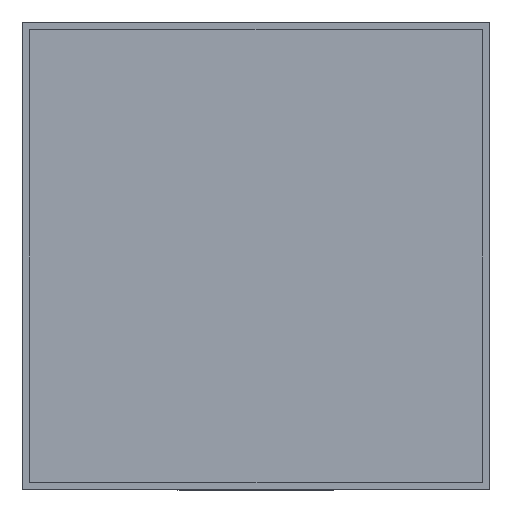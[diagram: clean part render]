
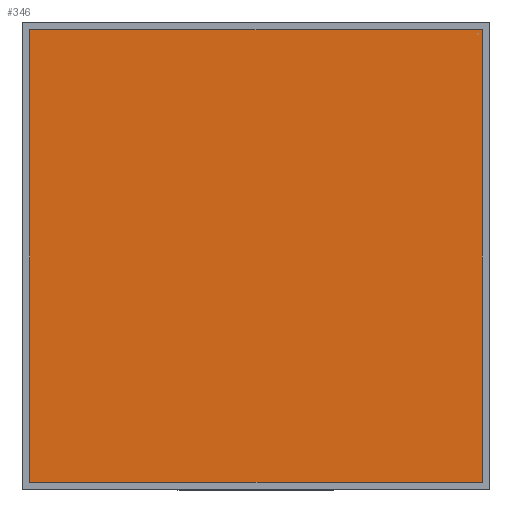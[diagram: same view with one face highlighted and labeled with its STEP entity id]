
A CAD part, front view. The second image highlights one B-rep face of the part: STEP entity #346.
In plain terms, the highlighted planar face has unit normal (0, -1, 0).
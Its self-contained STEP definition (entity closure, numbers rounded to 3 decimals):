
#346 = ADVANCED_FACE ( 'NONE', ( #715 ), #713, .F. ) ;
#347 = ORIENTED_EDGE ( 'NONE', *, *, #395, .T. ) ;
#348 = ORIENTED_EDGE ( 'NONE', *, *, #392, .T. ) ;
#349 = ORIENTED_EDGE ( 'NONE', *, *, #408, .T. ) ;
#350 = EDGE_LOOP ( 'NONE', ( #347, #352, #349, #348 ) ) ;
#352 = ORIENTED_EDGE ( 'NONE', *, *, #384, .T. ) ;
#384 = EDGE_CURVE ( 'NONE', #389, #391, #783, .T. ) ;
#387 = VERTEX_POINT ( 'NONE', #767 ) ;
#389 = VERTEX_POINT ( 'NONE', #766 ) ;
#391 = VERTEX_POINT ( 'NONE', #765 ) ;
#392 = EDGE_CURVE ( 'NONE', #407, #387, #764, .T. ) ;
#395 = EDGE_CURVE ( 'NONE', #387, #389, #812, .T. ) ;
#407 = VERTEX_POINT ( 'NONE', #839 ) ;
#408 = EDGE_CURVE ( 'NONE', #391, #407, #838, .T. ) ;
#695 = DIRECTION ( 'NONE',  ( 0., 0., 1. ) ) ;
#696 = DIRECTION ( 'NONE',  ( 0., 1., 0. ) ) ;
#697 = CARTESIAN_POINT ( 'NONE',  ( 0., 0., 1.5 ) ) ;
#713 = PLANE ( 'NONE',  #714 ) ;
#714 = AXIS2_PLACEMENT_3D ( 'NONE', #697, #696, #695 ) ;
#715 = FACE_OUTER_BOUND ( 'NONE', #350, .T. ) ;
#761 = DIRECTION ( 'NONE',  ( 0., 0., 1. ) ) ;
#762 = VECTOR ( 'NONE', #761, 1000. ) ;
#763 = CARTESIAN_POINT ( 'NONE',  ( 1.475, 0., 1.5 ) ) ;
#764 = LINE ( 'NONE', #763, #762 ) ;
#765 = CARTESIAN_POINT ( 'NONE',  ( 0.025, 0., 0.025 ) ) ;
#766 = CARTESIAN_POINT ( 'NONE',  ( 0.025, 0., 1.475 ) ) ;
#767 = CARTESIAN_POINT ( 'NONE',  ( 1.475, 0., 1.475 ) ) ;
#780 = DIRECTION ( 'NONE',  ( 0., 0., -1. ) ) ;
#781 = VECTOR ( 'NONE', #780, 1000. ) ;
#782 = CARTESIAN_POINT ( 'NONE',  ( 0.025, 0., 1.5 ) ) ;
#783 = LINE ( 'NONE', #782, #781 ) ;
#809 = DIRECTION ( 'NONE',  ( -1., 0., 0. ) ) ;
#810 = VECTOR ( 'NONE', #809, 1000. ) ;
#811 = CARTESIAN_POINT ( 'NONE',  ( 0., 0., 1.475 ) ) ;
#812 = LINE ( 'NONE', #811, #810 ) ;
#835 = DIRECTION ( 'NONE',  ( 1., 0., 0. ) ) ;
#836 = VECTOR ( 'NONE', #835, 1000. ) ;
#837 = CARTESIAN_POINT ( 'NONE',  ( 0., 0., 0.025 ) ) ;
#838 = LINE ( 'NONE', #837, #836 ) ;
#839 = CARTESIAN_POINT ( 'NONE',  ( 1.475, 0., 0.025 ) ) ;
